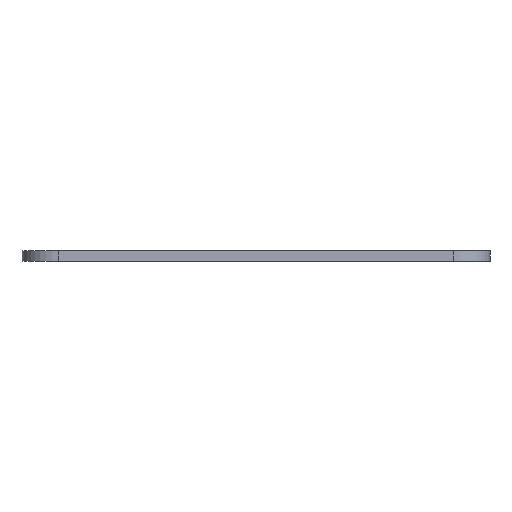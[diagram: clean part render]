
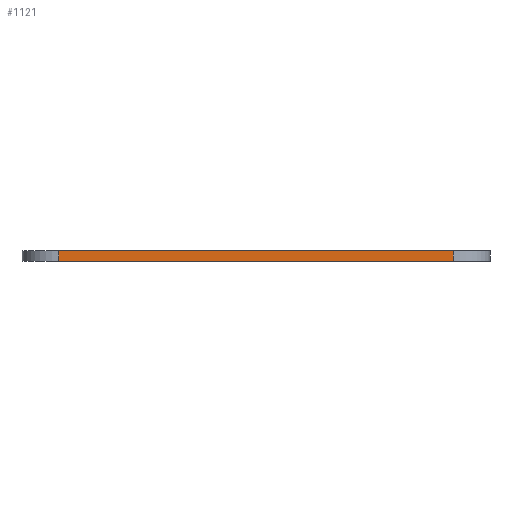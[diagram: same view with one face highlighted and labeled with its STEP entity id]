
A CAD part, left-side view. The second image highlights one B-rep face of the part: STEP entity #1121.
In plain terms, the highlighted planar face has unit normal (-1, 0, 0).
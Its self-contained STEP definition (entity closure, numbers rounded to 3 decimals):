
#33=PLANE('',#1223);
#65=FACE_OUTER_BOUND('',#131,.T.);
#131=EDGE_LOOP('',(#821,#822,#823,#824));
#207=LINE('',#1691,#319);
#225=LINE('',#1773,#337);
#227=LINE('',#1777,#339);
#228=LINE('',#1778,#340);
#319=VECTOR('',#1339,10.);
#337=VECTOR('',#1405,10.);
#339=VECTOR('',#1409,10.);
#340=VECTOR('',#1410,10.);
#492=VERTEX_POINT('',#1688);
#493=VERTEX_POINT('',#1690);
#533=VERTEX_POINT('',#1771);
#534=VERTEX_POINT('',#1776);
#606=EDGE_CURVE('',#492,#493,#207,.T.);
#647=EDGE_CURVE('',#533,#492,#225,.T.);
#649=EDGE_CURVE('',#534,#533,#227,.T.);
#650=EDGE_CURVE('',#493,#534,#228,.T.);
#821=ORIENTED_EDGE('',*,*,#647,.F.);
#822=ORIENTED_EDGE('',*,*,#649,.F.);
#823=ORIENTED_EDGE('',*,*,#650,.F.);
#824=ORIENTED_EDGE('',*,*,#606,.F.);
#1121=ADVANCED_FACE('',(#65),#33,.T.);
#1223=AXIS2_PLACEMENT_3D('',#1775,#1407,#1408);
#1339=DIRECTION('',(0.,1.,0.));
#1405=DIRECTION('',(0.,0.,-1.));
#1407=DIRECTION('center_axis',(-1.,0.,0.));
#1408=DIRECTION('ref_axis',(0.,-1.,0.));
#1409=DIRECTION('',(0.,-1.,0.));
#1410=DIRECTION('',(0.,0.,1.));
#1688=CARTESIAN_POINT('',(-49.367,-24.466,0.));
#1690=CARTESIAN_POINT('',(-49.367,29.396,0.));
#1691=CARTESIAN_POINT('',(-49.367,-29.466,0.));
#1771=CARTESIAN_POINT('',(-49.367,-24.466,1.5));
#1773=CARTESIAN_POINT('',(-49.367,-24.466,0.));
#1775=CARTESIAN_POINT('Origin',(-49.367,34.396,0.));
#1776=CARTESIAN_POINT('',(-49.367,29.396,1.5));
#1777=CARTESIAN_POINT('',(-49.367,-29.466,1.5));
#1778=CARTESIAN_POINT('',(-49.367,29.396,0.));
